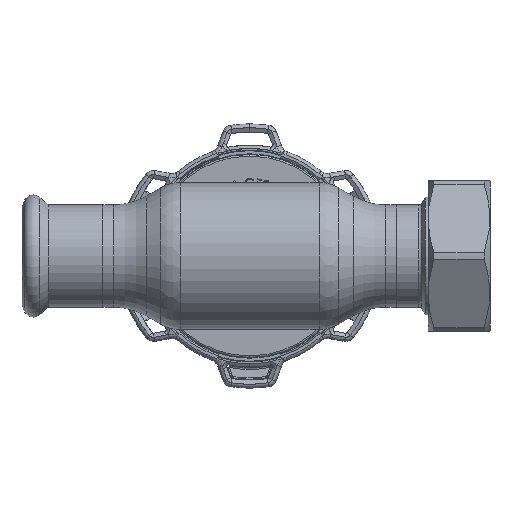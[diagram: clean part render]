
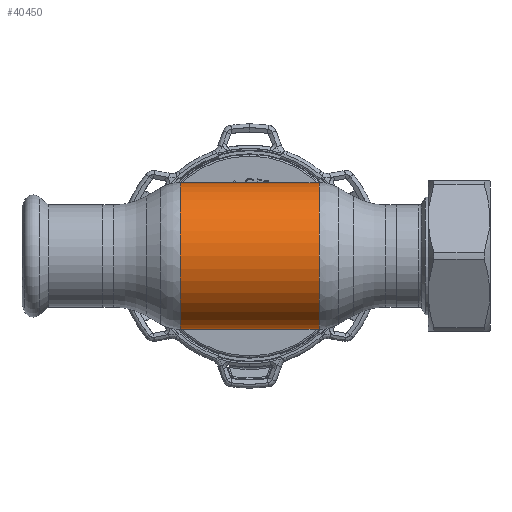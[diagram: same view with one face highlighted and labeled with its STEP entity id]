
A CAD part, front view. The second image highlights one B-rep face of the part: STEP entity #40450.
In plain terms, the highlighted cylindrical face has radius 22.5 mm (diameter 45 mm), a partial arc.
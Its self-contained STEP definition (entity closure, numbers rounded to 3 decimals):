
#806 = EDGE_CURVE ( 'NONE', #13862, #22121, #2926, .T. ) ;
#922 = DIRECTION ( 'NONE',  ( -1., 0., 0. ) ) ;
#1329 = VERTEX_POINT ( 'NONE', #26144 ) ;
#1353 = DIRECTION ( 'NONE',  ( 0., 0., 1. ) ) ;
#2926 = LINE ( 'NONE', #19393, #8831 ) ;
#4717 = CYLINDRICAL_SURFACE ( 'NONE', #19354, 22.5 ) ;
#4840 = DIRECTION ( 'NONE',  ( 0., 0., 1. ) ) ;
#6643 = AXIS2_PLACEMENT_3D ( 'NONE', #20153, #17651, #27220 ) ;
#7211 = LINE ( 'NONE', #25959, #30700 ) ;
#7424 = FACE_OUTER_BOUND ( 'NONE', #35703, .T. ) ;
#7778 = EDGE_CURVE ( 'NONE', #1329, #22681, #7211, .T. ) ;
#8353 = CARTESIAN_POINT ( 'NONE',  ( 21.285, 0., 22.5 ) ) ;
#8645 = ORIENTED_EDGE ( 'NONE', *, *, #806, .T. ) ;
#8831 = VECTOR ( 'NONE', #15674, 1000. ) ;
#13048 = ORIENTED_EDGE ( 'NONE', *, *, #7778, .F. ) ;
#13862 = VERTEX_POINT ( 'NONE', #8353 ) ;
#14096 = CARTESIAN_POINT ( 'NONE',  ( -62.69, 0., 0. ) ) ;
#15674 = DIRECTION ( 'NONE',  ( -1., 0., 0. ) ) ;
#17651 = DIRECTION ( 'NONE',  ( -1., 0., 0. ) ) ;
#19354 = AXIS2_PLACEMENT_3D ( 'NONE', #14096, #36857, #1353 ) ;
#19393 = CARTESIAN_POINT ( 'NONE',  ( -62.69, 0., 22.5 ) ) ;
#19940 = CIRCLE ( 'NONE', #6643, 22.5 ) ;
#20153 = CARTESIAN_POINT ( 'NONE',  ( -21.285, 0., 0. ) ) ;
#22121 = VERTEX_POINT ( 'NONE', #40668 ) ;
#22594 = ORIENTED_EDGE ( 'NONE', *, *, #39168, .F. ) ;
#22681 = VERTEX_POINT ( 'NONE', #27288 ) ;
#23662 = ORIENTED_EDGE ( 'NONE', *, *, #29609, .T. ) ;
#25959 = CARTESIAN_POINT ( 'NONE',  ( -62.69, 0., -22.5 ) ) ;
#26144 = CARTESIAN_POINT ( 'NONE',  ( 21.285, 0., -22.5 ) ) ;
#27220 = DIRECTION ( 'NONE',  ( 0., 0., 1. ) ) ;
#27288 = CARTESIAN_POINT ( 'NONE',  ( -21.285, 0., -22.5 ) ) ;
#29609 = EDGE_CURVE ( 'NONE', #1329, #13862, #37461, .T. ) ;
#30700 = VECTOR ( 'NONE', #922, 1000. ) ;
#33427 = AXIS2_PLACEMENT_3D ( 'NONE', #40173, #39759, #4840 ) ;
#35703 = EDGE_LOOP ( 'NONE', ( #13048, #23662, #8645, #22594 ) ) ;
#36857 = DIRECTION ( 'NONE',  ( -1., 0., 0. ) ) ;
#37461 = CIRCLE ( 'NONE', #33427, 22.5 ) ;
#39168 = EDGE_CURVE ( 'NONE', #22681, #22121, #19940, .T. ) ;
#39759 = DIRECTION ( 'NONE',  ( -1., 0., 0. ) ) ;
#40173 = CARTESIAN_POINT ( 'NONE',  ( 21.285, 0., 0. ) ) ;
#40450 = ADVANCED_FACE ( 'NONE', ( #7424 ), #4717, .T. ) ;
#40668 = CARTESIAN_POINT ( 'NONE',  ( -21.285, 0., 22.5 ) ) ;
